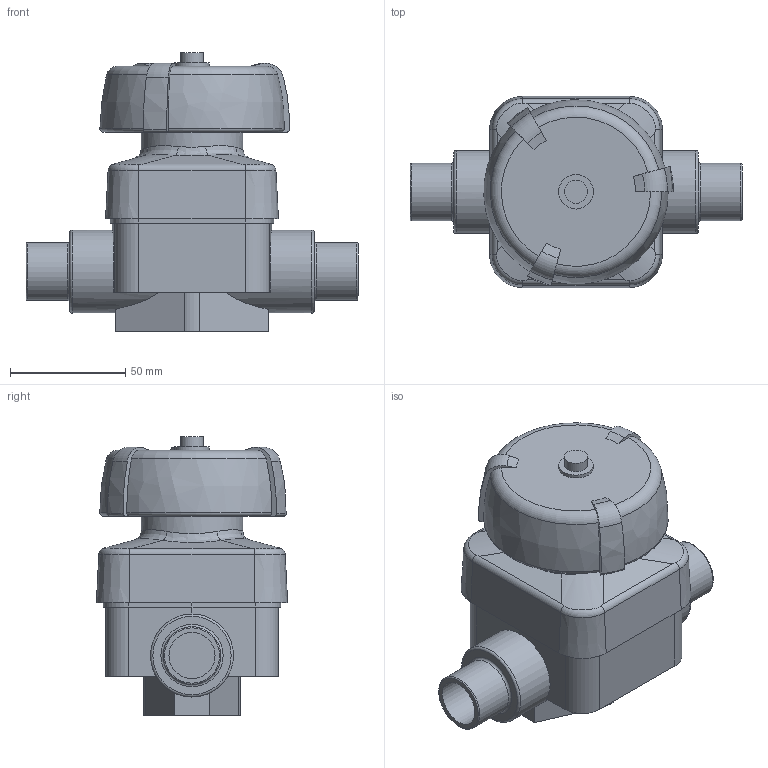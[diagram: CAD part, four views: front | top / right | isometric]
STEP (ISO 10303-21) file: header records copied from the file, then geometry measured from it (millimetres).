
FILE_DESCRIPTION(/* description */ (''),/* implementation_level */ '2;1');
FILE_NAME(/* name */ 'VMDV025E.iam.stp',/* time_stamp */ '2013-10-01T10:38:19+02:00',/* author */ ('bfaro'),/* organization */ (''),/* preprocessor_version */ 'ST-DEVELOPER v15.2',/* originating_system */ 'Autodesk Inventor 2014',/* authorisation */ '');
FILE_SCHEMA (('AUTOMOTIVE_DESIGN { 1 0 10303 214 3 1 1 }'));
Length unit declared in the file: millimetre
Products named in the file (3): Volantino Vm 20-25-32; SPBDVM025DV; VMDV025E
Bounding box: 144 x 83 x 121 mm (x, y, z)
Volume: 516149 mm3; surface area: 70478 mm2
Topology: 2 solids, 2 shells, 135 faces, 342 edges, 222 vertices
Faces by surface type: plane 56, cylinder 32, torus 22, bspline 14, cone 11
Full cylindrical faces by diameter (mm): 8 x2, 10 x1, 15 x1, 20 x2, 25 x2, 36 x2, 44 x1
Entity records: 5068 total; most frequent: CARTESIAN_POINT 1772, DIRECTION 714, ORIENTED_EDGE 640, EDGE_CURVE 320, AXIS2_PLACEMENT_3D 294, VERTEX_POINT 217, EDGE_LOOP 163, CIRCLE 142
